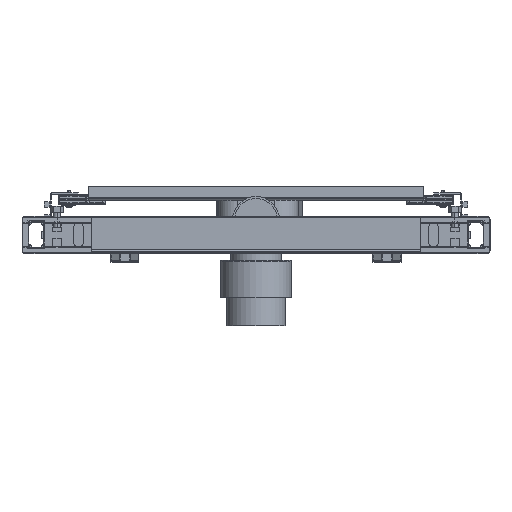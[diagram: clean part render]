
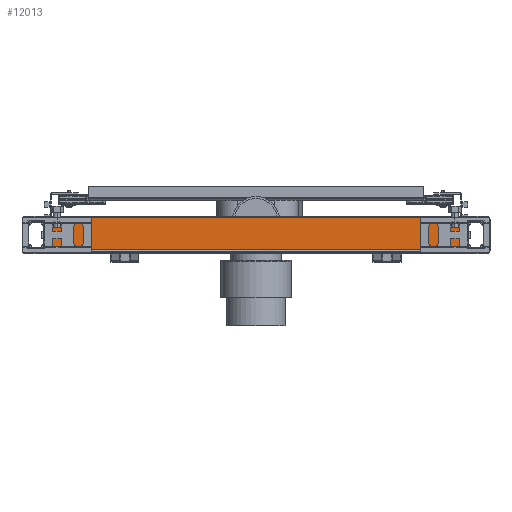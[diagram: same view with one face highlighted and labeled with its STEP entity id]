
A CAD part, front view. The second image highlights one B-rep face of the part: STEP entity #12013.
In plain terms, the highlighted face is planar.
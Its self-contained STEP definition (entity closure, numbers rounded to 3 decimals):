
#11701=DIRECTION('',(0.,1.,0.));
#11702=VECTOR('',#11701,35.);
#11703=CARTESIAN_POINT('',(-219.,-39.,-2.));
#11704=LINE('73',#11703,#11702);
#11766=DIRECTION('',(1.,0.,0.));
#11767=VECTOR('',#11766,438.);
#11768=CARTESIAN_POINT('',(-219.,-4.,-2.));
#11769=LINE('99',#11768,#11767);
#11773=DIRECTION('',(1.,0.,0.));
#11774=VECTOR('',#11773,438.);
#11775=CARTESIAN_POINT('',(-219.,-39.,-2.));
#11776=LINE('97',#11775,#11774);
#11838=DIRECTION('',(0.,1.,0.));
#11839=VECTOR('',#11838,35.);
#11840=CARTESIAN_POINT('',(219.,-39.,-2.));
#11841=LINE('83',#11840,#11839);
#11875=CARTESIAN_POINT('',(-219.,-39.,-2.));
#11876=VERTEX_POINT('',#11875);
#11877=CARTESIAN_POINT('',(-219.,-4.,-2.));
#11878=VERTEX_POINT('',#11877);
#11893=CARTESIAN_POINT('',(219.,-39.,-2.));
#11894=VERTEX_POINT('',#11893);
#11895=CARTESIAN_POINT('',(219.,-4.,-2.));
#11896=VERTEX_POINT('',#11895);
#12000=CARTESIAN_POINT('',(-219.,-39.,-2.));
#12001=DIRECTION('',(0.,0.,-1.));
#12002=DIRECTION('',(0.,1.,0.));
#12003=AXIS2_PLACEMENT_3D('',#12000,#12001,#12002);
#12004=PLANE('96',#12003);
#12005=ORIENTED_EDGE('73',*,*,#11916,.F.);
#12007=ORIENTED_EDGE('97',*,*,#12006,.T.);
#12009=ORIENTED_EDGE('83',*,*,#12008,.T.);
#12010=ORIENTED_EDGE('99',*,*,#11992,.F.);
#12011=EDGE_LOOP('96',(#12005,#12007,#12009,#12010));
#12012=FACE_OUTER_BOUND('96',#12011,.F.);
#12013=ADVANCED_FACE('96',(#12012),#12004,.T.);
#11916=EDGE_CURVE('73',#11876,#11878,#11704,.T.);
#11992=EDGE_CURVE('99',#11878,#11896,#11769,.T.);
#12006=EDGE_CURVE('97',#11876,#11894,#11776,.T.);
#12008=EDGE_CURVE('83',#11894,#11896,#11841,.T.);
